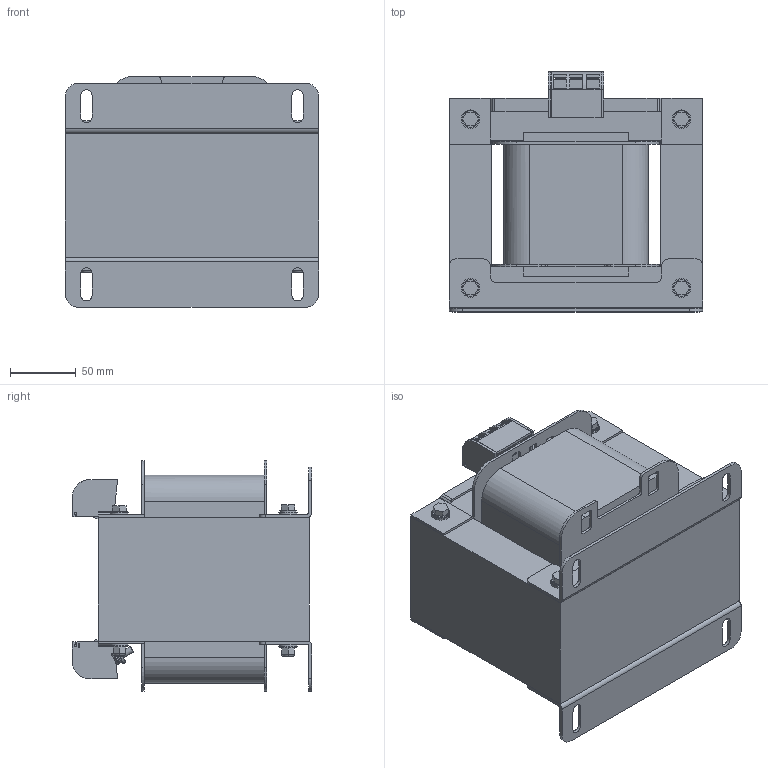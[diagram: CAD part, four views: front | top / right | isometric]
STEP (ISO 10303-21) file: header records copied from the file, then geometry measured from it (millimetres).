
FILE_DESCRIPTION((''),'2;1');
FILE_NAME('ASM0001_ASM','2025-06-19T',('Administrator'),(''),'PRO/ENGINEER BY PARAMETRIC TECHNOLOGY CORPORATION, 2008380','PRO/ENGINEER BY PARAMETRIC TECHNOLOGY CORPORATION, 2008380','');
FILE_SCHEMA(('CONFIG_CONTROL_DESIGN'));
Length unit declared in the file: millimetre
Products named in the file (13): PRT0001; PRT0003; PRT0069_1_1; PRT0070_1_2; QIANYOU_2; PRT0071_3_1; PRT0072_1_1; PRT0004; PRT0074_1_1; PRT0075_1_1; SANJIE_3_1; SANJIEGAI_2_1; ASM0001_ASM
Assembly tree (29 placements, depth 2):
  ASM0001_ASM
    PRT0001
    PRT0003
    PRT0069_1_1  x2
    PRT0070_1_2  x2
    QIANYOU_2
    PRT0071_3_1
    PRT0072_1_1  x8
    PRT0004  x4
    PRT0074_1_1  x4
    PRT0075_1_1
    SANJIE_3_1  x2
    SANJIEGAI_2_1  x2
Bounding box: 192 x 181.7 x 175 mm (x, y, z)
Volume: 3459585 mm3; surface area: 411186.8 mm2
Topology: 29 solids, 29 shells, 1095 faces, 2984 edges, 1960 vertices
Faces by surface type: plane 650, cylinder 365, bspline 28, torus 28, sphere 24
Entity records: 19779 total; most frequent: CARTESIAN_POINT 4005, DIRECTION 3278, ORIENTED_EDGE 3218, EDGE_CURVE 1609, VECTOR 1134, LINE 1134, AXIS2_PLACEMENT_3D 1072, VERTEX_POINT 1068
